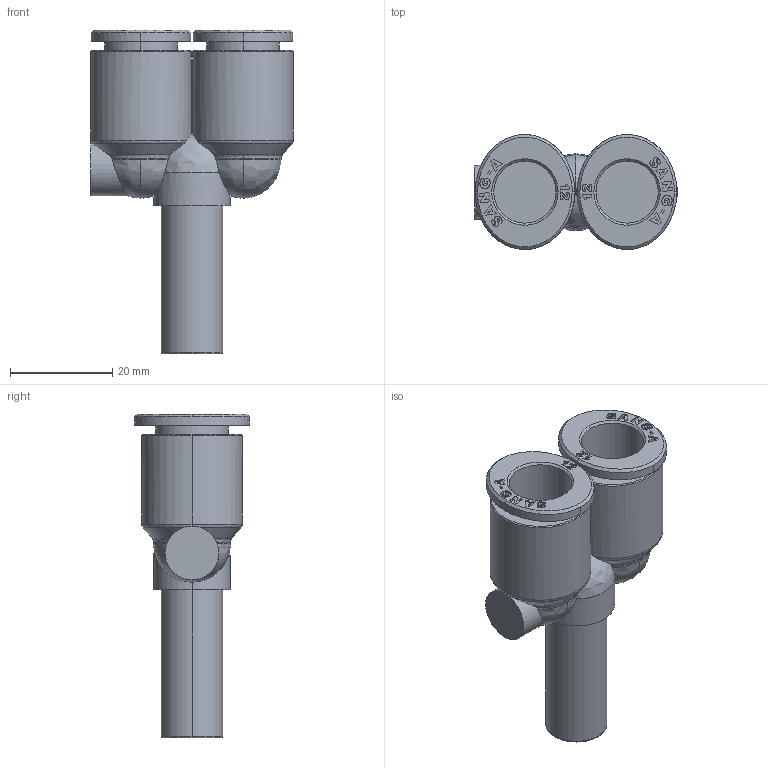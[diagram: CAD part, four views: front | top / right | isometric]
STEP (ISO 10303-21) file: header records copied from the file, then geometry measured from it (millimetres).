
FILE_DESCRIPTION (( 'STEP AP214' ), '1' );
FILE_NAME ('PYJ12.STEP', '2015-11-02T15:55:57', ( '' ), ( '' ), 'SwSTEP 2.0', 'SolidWorks 2015', '' );
FILE_SCHEMA (( 'AUTOMOTIVE_DESIGN' ));
Length unit declared in the file: millimetre
Products named in the file (2): PYJ12; ｦ+ﾃｦ1
Assembly tree (1 placements, depth 2):
  PYJ12
    ｦ+ﾃｦ1
Bounding box: 39.7 x 22.5 x 63.4 mm (x, y, z)
Volume: 13779.5 mm3; surface area: 9307.6 mm2
Topology: 1 solids, 1 shells, 758 faces, 2180 edges, 1448 vertices
Faces by surface type: plane 679, bspline 30, cylinder 25, cone 18, torus 6
Entity records: 26808 total; most frequent: CARTESIAN_POINT 6471, ORIENTED_EDGE 4352, DIRECTION 3657, EDGE_CURVE 2176, LINE 1985, VECTOR 1985, VERTEX_POINT 1448, AXIS2_PLACEMENT_3D 836
